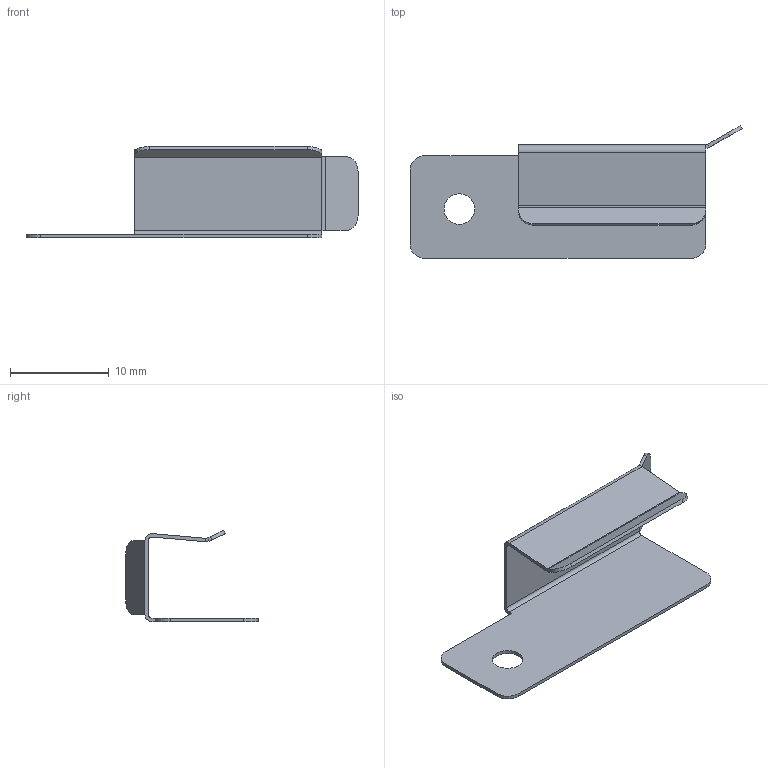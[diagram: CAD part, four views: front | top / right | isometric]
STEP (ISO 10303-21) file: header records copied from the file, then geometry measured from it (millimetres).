
FILE_DESCRIPTION((''),'2;1');
FILE_NAME('BED CLIP.stp','2015-01-29T11:44:16',('jge'),(''),'Autodesk Inventor 2012','Autodesk Inventor 2012','');
FILE_SCHEMA(('AUTOMOTIVE_DESIGN { 1 0 10303 214 1 1 1 1 }'));
Length unit declared in the file: millimetre
Products named in the file (1): BED CLIP 1_MIR
Bounding box: 33.65 x 13.45 x 9.24 mm (x, y, z)
Volume: 230.1 mm3; surface area: 1359.7 mm2
Topology: 1 solids, 1 shells, 44 faces, 102 edges, 60 vertices
Faces by surface type: plane 28, cylinder 16
Full cylindrical faces by diameter (mm): 3.1 x1
Entity records: 1302 total; most frequent: DIRECTION 223, CARTESIAN_POINT 206, ORIENTED_EDGE 202, EDGE_CURVE 101, AXIS2_PLACEMENT_3D 77, VECTOR 69, LINE 69, VERTEX_POINT 60
